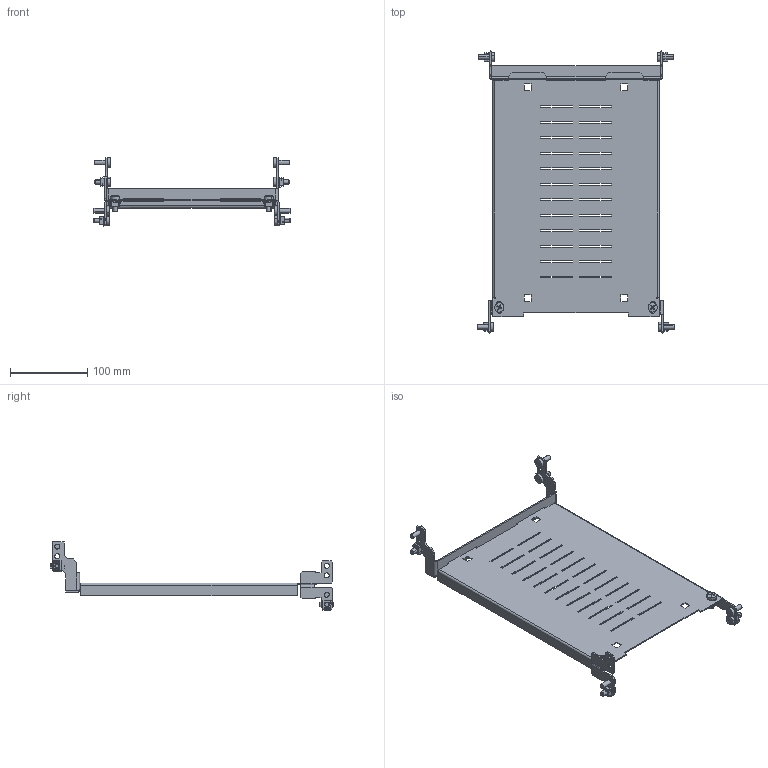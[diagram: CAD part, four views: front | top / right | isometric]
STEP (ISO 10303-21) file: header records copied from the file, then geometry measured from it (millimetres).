
FILE_DESCRIPTION (( 'STEP AP214' ), '1' );
FILE_NAME ('PCH34 Ïàíåëü ãîðèçîíòàëüíàÿ_èçâ0014_09.18.STEP', '2019-07-22T07:42:18', ( '' ), ( '' ), 'SwSTEP 2.0', 'SolidWorks 2017', '' );
FILE_SCHEMA (( 'AUTOMOTIVE_DESIGN' ));
Length unit declared in the file: millimetre
Products named in the file (9): AVT004.15.00.02 赶鎀鍧_00; Ãàéêà çàêëàäíàÿ Ì6 àðò.2106Ñ_00; AVT004.15.00.02 赶鎀鍧_01; AVT010.15.00.02 椻譇燲00; Âèíò Ì6 DIN 7985_6å16; Ãàéêà êëåòåâàÿ Ì6_3À; Âèíò ñàìîíàðåçàþùèé Ì6 DIN 7516À_6å16; AVT010.15.00.03 逄闉_00; PCH34 Ïàíåëü ãîðèçîíòàëüíàÿ_èçâ0014_09.18
Assembly tree (21 placements, depth 2):
  PCH34 Ïàíåëü ãîðèçîíòàëüíàÿ_èçâ0014_09.18
    AVT010.15.00.02 椻譇燲00
    AVT004.15.00.02 赶鎀鍧_00  x2
    AVT010.15.00.03 逄闉_00
    AVT004.15.00.02 赶鎀鍧_01
    Ãàéêà êëåòåâàÿ Ì6_3À  x2
    Âèíò Ì6 DIN 7985_6å16  x6
    Âèíò ñàìîíàðåçàþùèé Ì6 DIN 7516À_6å16  x4
    Ãàéêà çàêëàäíàÿ Ì6 àðò.2106Ñ_00  x4
Bounding box: 253 x 366.39 x 87.93 mm (x, y, z)
Volume: 146310.4 mm3; surface area: 192481.6 mm2
Topology: 25 solids, 25 shells, 1129 faces, 2755 edges, 1686 vertices
Faces by surface type: plane 853, cylinder 240, sphere 20, cone 12, bspline 4
Entity records: 16179 total; most frequent: CARTESIAN_POINT 3000, ORIENTED_EDGE 2648, DIRECTION 2542, EDGE_CURVE 1324, VECTOR 1090, LINE 1090, VERTEX_POINT 830, AXIS2_PLACEMENT_3D 726
